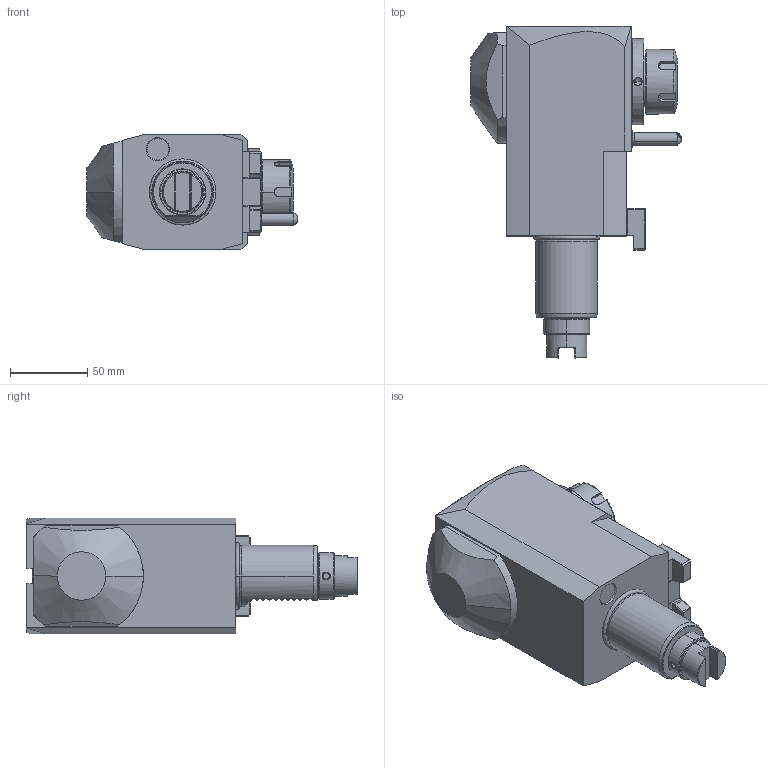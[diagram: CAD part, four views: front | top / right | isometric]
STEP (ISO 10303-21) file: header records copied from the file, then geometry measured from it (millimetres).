
FILE_DESCRIPTION((''),'2;1');
FILE_NAME('NGT1_40_261_25_2_1_100','2022-03-22T',('vali'),('NOVA GRUP'),'PRO/ENGINEER BY PARAMETRIC TECHNOLOGY CORPORATION, 2010280','PRO/ENGINEER BY PARAMETRIC TECHNOLOGY CORPORATION, 2010280','');
FILE_SCHEMA(('CONFIG_CONTROL_DESIGN'));
Length unit declared in the file: millimetre
Products named in the file (1): NGT1_40_261_25_2_1_100
Bounding box: 136.14 x 215 x 75 mm (x, y, z)
Volume: 999020.1 mm3; surface area: 76883.8 mm2
Topology: 1 solids, 1 shells, 387 faces, 976 edges, 602 vertices
Faces by surface type: plane 192, cylinder 68, cone 60, bspline 46, torus 17, extrusion 2, sphere 2
Entity records: 16434 total; most frequent: CARTESIAN_POINT 7694, ORIENTED_EDGE 1936, DIRECTION 1580, EDGE_CURVE 968, VERTEX_POINT 602, AXIS2_PLACEMENT_3D 528, VECTOR 524, LINE 522
